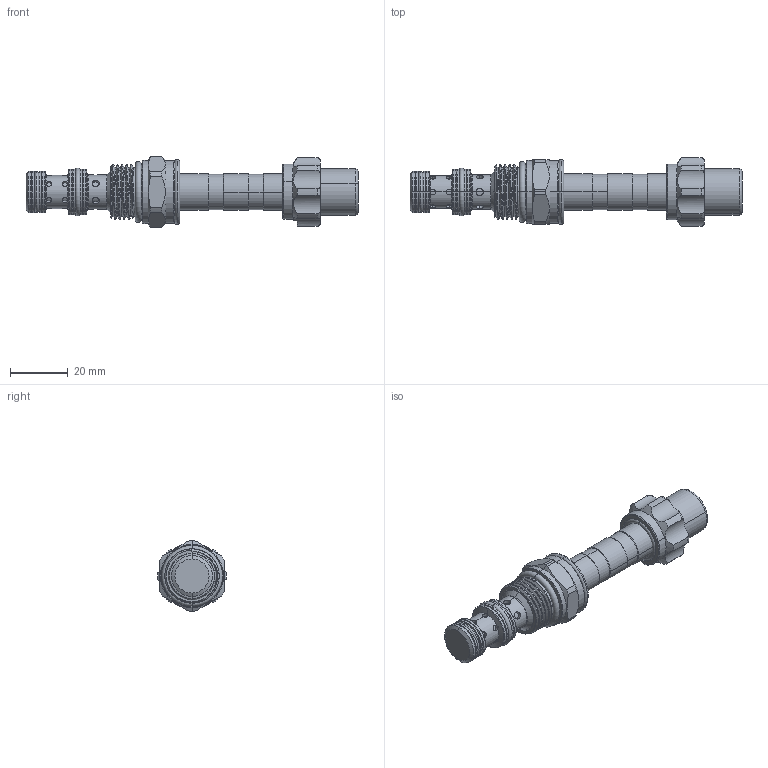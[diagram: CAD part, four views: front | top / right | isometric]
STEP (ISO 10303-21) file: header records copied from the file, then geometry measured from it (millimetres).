
FILE_DESCRIPTION (( 'STEP AP203' ), '1' );
FILE_NAME ('ES08W3A14MC04.STEP', '2016-09-06T03:05:11', ( '' ), ( '' ), 'SwSTEP 2.0', 'SolidWorks 2012', '' );
FILE_SCHEMA (( 'CONFIG_CONTROL_DESIGN' ));
Length unit declared in the file: millimetre
Products named in the file (1): ES08W3A14MC04
Bounding box: 115.09 x 23.79 x 24.65 mm (x, y, z)
Volume: 23450.9 mm3; surface area: 9932.5 mm2
Topology: 5 solids, 5 shells, 297 faces, 685 edges, 417 vertices
Faces by surface type: cylinder 155, torus 64, cone 41, plane 34, bspline 3
Entity records: 10884 total; most frequent: CARTESIAN_POINT 4167, DIRECTION 1437, ORIENTED_EDGE 1370, EDGE_CURVE 685, AXIS2_PLACEMENT_3D 625, VERTEX_POINT 417, CIRCLE 330, EDGE_LOOP 326
